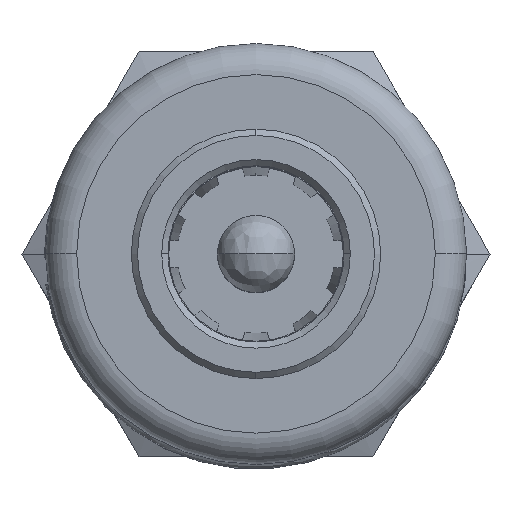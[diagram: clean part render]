
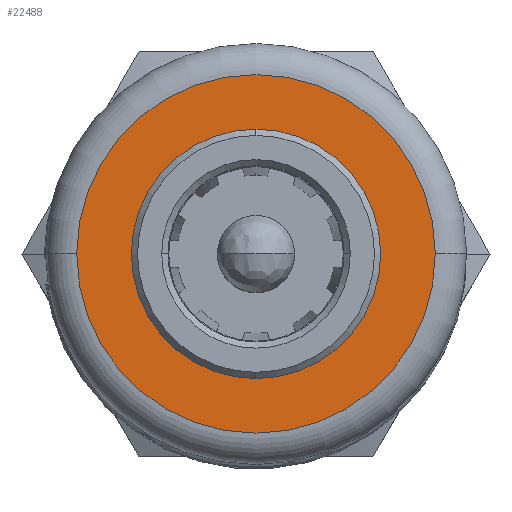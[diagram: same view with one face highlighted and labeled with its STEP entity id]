
A CAD part, top view. The second image highlights one B-rep face of the part: STEP entity #22488.
In plain terms, the highlighted face is planar.
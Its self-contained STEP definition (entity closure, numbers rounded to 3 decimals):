
#1236 = CIRCLE ( 'NONE', #13734, 4. ) ;
#1365 = VERTEX_POINT ( 'NONE', #27949 ) ;
#2261 = AXIS2_PLACEMENT_3D ( 'NONE', #12663, #30052, #10090 ) ;
#3115 = DIRECTION ( 'NONE',  ( -1., 0., 0. ) ) ;
#3157 = CARTESIAN_POINT ( 'NONE',  ( 0., 0., 5.75 ) ) ;
#3347 = EDGE_LOOP ( 'NONE', ( #9301, #7150 ) ) ;
#3627 = CIRCLE ( 'NONE', #10513, 5.75 ) ;
#5780 = CARTESIAN_POINT ( 'NONE',  ( 0., 0., 0. ) ) ;
#7150 = ORIENTED_EDGE ( 'NONE', *, *, #24075, .F. ) ;
#7200 = VERTEX_POINT ( 'NONE', #11624 ) ;
#9301 = ORIENTED_EDGE ( 'NONE', *, *, #29500, .F. ) ;
#9331 = VERTEX_POINT ( 'NONE', #30424 ) ;
#10090 = DIRECTION ( 'NONE',  ( 0., 0., -1. ) ) ;
#10350 = DIRECTION ( 'NONE',  ( 0., 0., -1. ) ) ;
#10513 = AXIS2_PLACEMENT_3D ( 'NONE', #32112, #14066, #26818 ) ;
#11624 = CARTESIAN_POINT ( 'NONE',  ( 0., 0., -4. ) ) ;
#12663 = CARTESIAN_POINT ( 'NONE',  ( 0., 0., -6.75 ) ) ;
#13734 = AXIS2_PLACEMENT_3D ( 'NONE', #5780, #3115, #28608 ) ;
#14066 = DIRECTION ( 'NONE',  ( -1., 0., 0. ) ) ;
#14961 = EDGE_LOOP ( 'NONE', ( #27138, #28187 ) ) ;
#16315 = DIRECTION ( 'NONE',  ( -1., 0., 0. ) ) ;
#21402 = CIRCLE ( 'NONE', #21460, 5.75 ) ;
#21460 = AXIS2_PLACEMENT_3D ( 'NONE', #23024, #28101, #10350 ) ;
#22488 = ADVANCED_FACE ( 'NONE', ( #23968, #25950 ), #22754, .F. ) ;
#22754 = PLANE ( 'NONE',  #2261 ) ;
#23024 = CARTESIAN_POINT ( 'NONE',  ( 0., 0., 0. ) ) ;
#23968 = FACE_OUTER_BOUND ( 'NONE', #14961, .T. ) ;
#24075 = EDGE_CURVE ( 'NONE', #7200, #1365, #27924, .T. ) ;
#25950 = FACE_BOUND ( 'NONE', #3347, .T. ) ;
#26818 = DIRECTION ( 'NONE',  ( 0., 0., -1. ) ) ;
#27138 = ORIENTED_EDGE ( 'NONE', *, *, #29055, .T. ) ;
#27924 = CIRCLE ( 'NONE', #30501, 4. ) ;
#27949 = CARTESIAN_POINT ( 'NONE',  ( 0., 0., 4. ) ) ;
#28101 = DIRECTION ( 'NONE',  ( -1., 0., 0. ) ) ;
#28187 = ORIENTED_EDGE ( 'NONE', *, *, #32158, .T. ) ;
#28608 = DIRECTION ( 'NONE',  ( 0., 0., 1. ) ) ;
#29036 = CARTESIAN_POINT ( 'NONE',  ( 0., 0., 0. ) ) ;
#29055 = EDGE_CURVE ( 'NONE', #9331, #31783, #3627, .T. ) ;
#29500 = EDGE_CURVE ( 'NONE', #1365, #7200, #1236, .T. ) ;
#30052 = DIRECTION ( 'NONE',  ( 1., 0., 0. ) ) ;
#30424 = CARTESIAN_POINT ( 'NONE',  ( 0., 0., -5.75 ) ) ;
#30501 = AXIS2_PLACEMENT_3D ( 'NONE', #29036, #16315, #31593 ) ;
#31593 = DIRECTION ( 'NONE',  ( 0., 0., 1. ) ) ;
#31783 = VERTEX_POINT ( 'NONE', #3157 ) ;
#32112 = CARTESIAN_POINT ( 'NONE',  ( 0., 0., 0. ) ) ;
#32158 = EDGE_CURVE ( 'NONE', #31783, #9331, #21402, .T. ) ;
